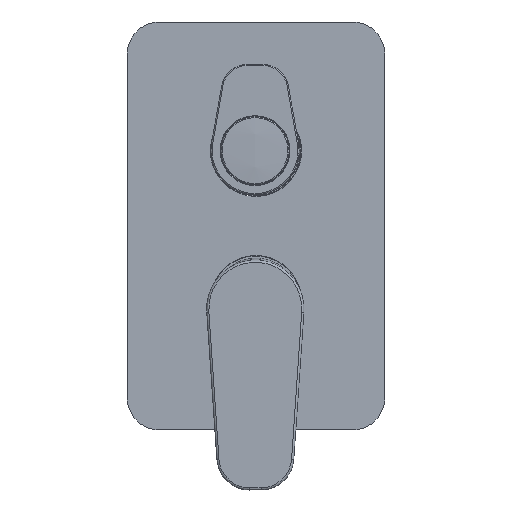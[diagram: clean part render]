
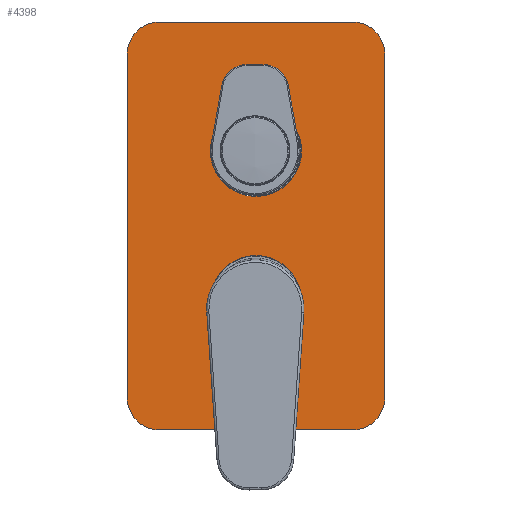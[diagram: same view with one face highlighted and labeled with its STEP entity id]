
A CAD part, top view. The second image highlights one B-rep face of the part: STEP entity #4398.
In plain terms, the highlighted planar face has unit normal (-0.009, 0, 1).
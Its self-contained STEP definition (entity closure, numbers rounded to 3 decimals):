
#82 = CARTESIAN_POINT ( 'NONE',  ( 46.899, 87.711, 121.044 ) ) ;
#214 = DIRECTION ( 'NONE',  ( -0.009, 0., 1. ) ) ;
#281 = DIRECTION ( 'NONE',  ( 0.009, 0., -1. ) ) ;
#332 = CARTESIAN_POINT ( 'NONE',  ( 46.899, -87.289, 121.044 ) ) ;
#412 = EDGE_CURVE ( 'NONE', #1270, #5617, #4866, .T. ) ;
#418 = FACE_BOUND ( 'NONE', #3704, .T. ) ;
#449 = DIRECTION ( 'NONE',  ( -0.009, 0., 1. ) ) ;
#451 = CARTESIAN_POINT ( 'NONE',  ( -58.097, -87.289, 120.127 ) ) ;
#472 = VECTOR ( 'NONE', #3398, 1000. ) ;
#697 = EDGE_CURVE ( 'NONE', #5122, #3289, #4935, .T. ) ;
#825 = EDGE_CURVE ( 'NONE', #2898, #2898, #3430, .T. ) ;
#834 = LINE ( 'NONE', #6025, #2076 ) ;
#949 = CARTESIAN_POINT ( 'NONE',  ( 61.898, 102.711, 121.175 ) ) ;
#973 = DIRECTION ( 'NONE',  ( -1., 0., -0.009 ) ) ;
#995 = EDGE_LOOP ( 'NONE', ( #3297 ) ) ;
#999 = DIRECTION ( 'NONE',  ( -1., 0., -0.009 ) ) ;
#1203 = CARTESIAN_POINT ( 'NONE',  ( -58.097, 87.711, 120.127 ) ) ;
#1218 = AXIS2_PLACEMENT_3D ( 'NONE', #2635, #5708, #4150 ) ;
#1248 = DIRECTION ( 'NONE',  ( -1., 0., -0.009 ) ) ;
#1270 = VERTEX_POINT ( 'NONE', #332 ) ;
#1331 = CARTESIAN_POINT ( 'NONE',  ( 61.898, 87.711, 121.175 ) ) ;
#1351 = VERTEX_POINT ( 'NONE', #1476 ) ;
#1360 = EDGE_CURVE ( 'NONE', #3786, #3786, #2463, .T. ) ;
#1476 = CARTESIAN_POINT ( 'NONE',  ( 46.899, 102.711, 121.044 ) ) ;
#1685 = CARTESIAN_POINT ( 'NONE',  ( 61.898, -72.289, 121.175 ) ) ;
#1937 = DIRECTION ( 'NONE',  ( -0.009, 0., 1. ) ) ;
#1958 = DIRECTION ( 'NONE',  ( -1., 0., -0.009 ) ) ;
#1979 = DIRECTION ( 'NONE',  ( 0., 1., 0. ) ) ;
#2076 = VECTOR ( 'NONE', #6463, 1000. ) ;
#2129 = CIRCLE ( 'NONE', #4977, 15. ) ;
#2245 = EDGE_CURVE ( 'NONE', #1270, #4952, #834, .T. ) ;
#2282 = CARTESIAN_POINT ( 'NONE',  ( 1.9, 42.711, 120.651 ) ) ;
#2368 = FACE_OUTER_BOUND ( 'NONE', #4430, .T. ) ;
#2451 = VECTOR ( 'NONE', #5032, 1000. ) ;
#2462 = ORIENTED_EDGE ( 'NONE', *, *, #2245, .F. ) ;
#2463 = CIRCLE ( 'NONE', #4423, 21.25 ) ;
#2579 = LINE ( 'NONE', #949, #472 ) ;
#2610 = LINE ( 'NONE', #4126, #2451 ) ;
#2635 = CARTESIAN_POINT ( 'NONE',  ( -43.098, 87.711, 120.258 ) ) ;
#2682 = CARTESIAN_POINT ( 'NONE',  ( -19.349, -27.289, 120.466 ) ) ;
#2844 = AXIS2_PLACEMENT_3D ( 'NONE', #3713, #214, #3733 ) ;
#2883 = CARTESIAN_POINT ( 'NONE',  ( -58.097, -72.289, 120.127 ) ) ;
#2898 = VERTEX_POINT ( 'NONE', #2682 ) ;
#2991 = CARTESIAN_POINT ( 'NONE',  ( 1.9, 42.711, 120.651 ) ) ;
#3047 = ORIENTED_EDGE ( 'NONE', *, *, #825, .F. ) ;
#3156 = AXIS2_PLACEMENT_3D ( 'NONE', #2282, #281, #1248 ) ;
#3170 = ORIENTED_EDGE ( 'NONE', *, *, #6424, .F. ) ;
#3178 = EDGE_CURVE ( 'NONE', #5122, #1351, #2610, .T. ) ;
#3186 = EDGE_CURVE ( 'NONE', #4140, #1351, #3491, .T. ) ;
#3225 = AXIS2_PLACEMENT_3D ( 'NONE', #4421, #449, #973 ) ;
#3279 = PLANE ( 'NONE',  #3156 ) ;
#3289 = VERTEX_POINT ( 'NONE', #1203 ) ;
#3297 = ORIENTED_EDGE ( 'NONE', *, *, #1360, .T. ) ;
#3398 = DIRECTION ( 'NONE',  ( 0., -1., 0. ) ) ;
#3430 = CIRCLE ( 'NONE', #2844, 21.25 ) ;
#3491 = CIRCLE ( 'NONE', #4554, 15. ) ;
#3512 = CARTESIAN_POINT ( 'NONE',  ( -43.098, -72.289, 120.258 ) ) ;
#3704 = EDGE_LOOP ( 'NONE', ( #3047 ) ) ;
#3713 = CARTESIAN_POINT ( 'NONE',  ( 1.9, -27.289, 120.651 ) ) ;
#3722 = LINE ( 'NONE', #451, #5596 ) ;
#3733 = DIRECTION ( 'NONE',  ( -1., 0., -0.009 ) ) ;
#3786 = VERTEX_POINT ( 'NONE', #4706 ) ;
#3790 = ORIENTED_EDGE ( 'NONE', *, *, #5209, .T. ) ;
#3943 = ORIENTED_EDGE ( 'NONE', *, *, #3186, .T. ) ;
#3999 = DIRECTION ( 'NONE',  ( 0.009, 0., -1. ) ) ;
#4044 = ORIENTED_EDGE ( 'NONE', *, *, #3178, .F. ) ;
#4126 = CARTESIAN_POINT ( 'NONE',  ( -58.097, 102.711, 120.127 ) ) ;
#4140 = VERTEX_POINT ( 'NONE', #1331 ) ;
#4150 = DIRECTION ( 'NONE',  ( -1., 0., -0.009 ) ) ;
#4204 = CARTESIAN_POINT ( 'NONE',  ( -43.098, -87.289, 120.258 ) ) ;
#4371 = ORIENTED_EDGE ( 'NONE', *, *, #5288, .F. ) ;
#4398 = ADVANCED_FACE ( 'NONE', ( #418, #5456, #2368 ), #3279, .F. ) ;
#4421 = CARTESIAN_POINT ( 'NONE',  ( 46.899, -72.289, 121.044 ) ) ;
#4423 = AXIS2_PLACEMENT_3D ( 'NONE', #2991, #3999, #1958 ) ;
#4430 = EDGE_LOOP ( 'NONE', ( #2462, #4807, #3170, #3943, #4044, #5497, #4371, #3790 ) ) ;
#4554 = AXIS2_PLACEMENT_3D ( 'NONE', #82, #4610, #6119 ) ;
#4610 = DIRECTION ( 'NONE',  ( -0.009, 0., 1. ) ) ;
#4706 = CARTESIAN_POINT ( 'NONE',  ( -19.349, 42.711, 120.466 ) ) ;
#4807 = ORIENTED_EDGE ( 'NONE', *, *, #412, .T. ) ;
#4866 = CIRCLE ( 'NONE', #3225, 15. ) ;
#4935 = CIRCLE ( 'NONE', #1218, 15. ) ;
#4952 = VERTEX_POINT ( 'NONE', #4204 ) ;
#4977 = AXIS2_PLACEMENT_3D ( 'NONE', #3512, #1937, #999 ) ;
#5032 = DIRECTION ( 'NONE',  ( 1., 0., 0.009 ) ) ;
#5122 = VERTEX_POINT ( 'NONE', #5867 ) ;
#5209 = EDGE_CURVE ( 'NONE', #6130, #4952, #2129, .T. ) ;
#5288 = EDGE_CURVE ( 'NONE', #6130, #3289, #3722, .T. ) ;
#5456 = FACE_BOUND ( 'NONE', #995, .T. ) ;
#5497 = ORIENTED_EDGE ( 'NONE', *, *, #697, .T. ) ;
#5596 = VECTOR ( 'NONE', #1979, 1000. ) ;
#5617 = VERTEX_POINT ( 'NONE', #1685 ) ;
#5708 = DIRECTION ( 'NONE',  ( -0.009, 0., 1. ) ) ;
#5867 = CARTESIAN_POINT ( 'NONE',  ( -43.098, 102.711, 120.258 ) ) ;
#6025 = CARTESIAN_POINT ( 'NONE',  ( 61.898, -87.289, 121.175 ) ) ;
#6119 = DIRECTION ( 'NONE',  ( -1., 0., -0.009 ) ) ;
#6130 = VERTEX_POINT ( 'NONE', #2883 ) ;
#6424 = EDGE_CURVE ( 'NONE', #4140, #5617, #2579, .T. ) ;
#6463 = DIRECTION ( 'NONE',  ( -1., 0., -0.009 ) ) ;
